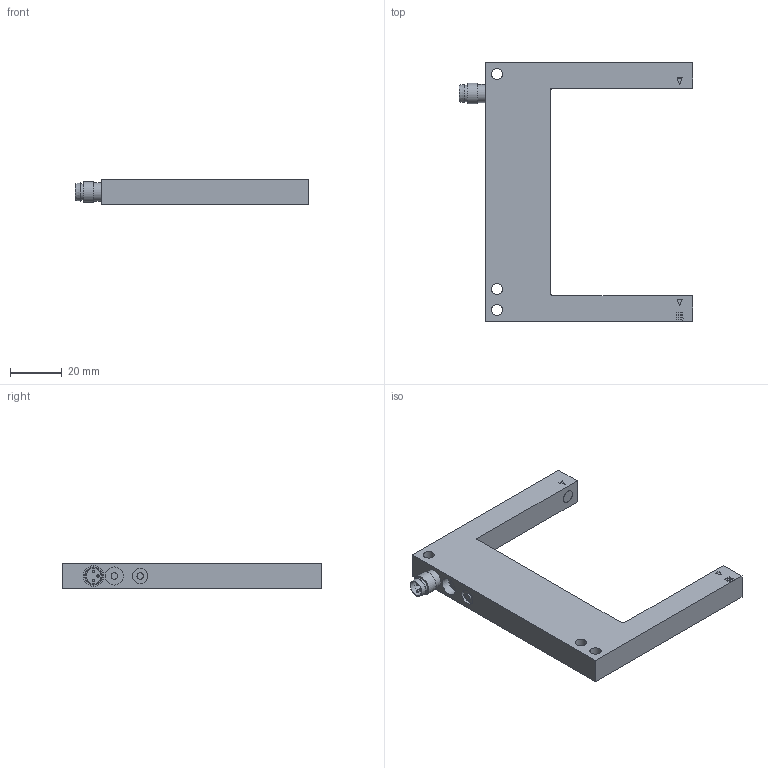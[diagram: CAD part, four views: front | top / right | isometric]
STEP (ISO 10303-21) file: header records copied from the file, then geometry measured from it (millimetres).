
FILE_DESCRIPTION (( 'STEP AP214' ), '1' );
FILE_NAME ('OGU080G3-T3.STEP', '2024-03-20T11:20:40', ( '' ), ( '' ), 'SwSTEP 2.0', 'SolidWorks 2023', '' );
FILE_SCHEMA (( 'AUTOMOTIVE_DESIGN' ));
Length unit declared in the file: inch
Products named in the file (1): OGU080G3-T3
Bounding box: 90 x 100 x 10 mm (x, y, z)
Volume: 35714.5 mm3; surface area: 12747.4 mm2
Topology: 1 solids, 2 shells, 112 faces, 249 edges, 166 vertices
Faces by surface type: plane 91, cylinder 20, cone 1
Full cylindrical faces by diameter (mm): 1 x3, 2.5 x2, 3 x1, 4.3 x3, 5 x2, 5.8 x1, 6 x1, 6.5 x1, 7 x2, 8 x1
Entity records: 3023 total; most frequent: CARTESIAN_POINT 510, DIRECTION 500, ORIENTED_EDGE 462, EDGE_CURVE 231, VECTOR 188, LINE 188, VERTEX_POINT 166, EDGE_LOOP 161
